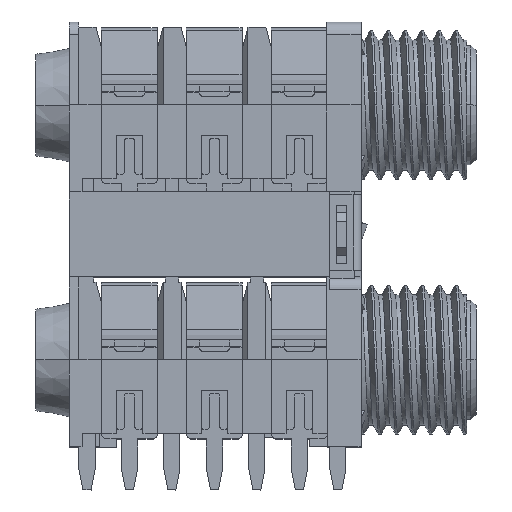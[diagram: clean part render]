
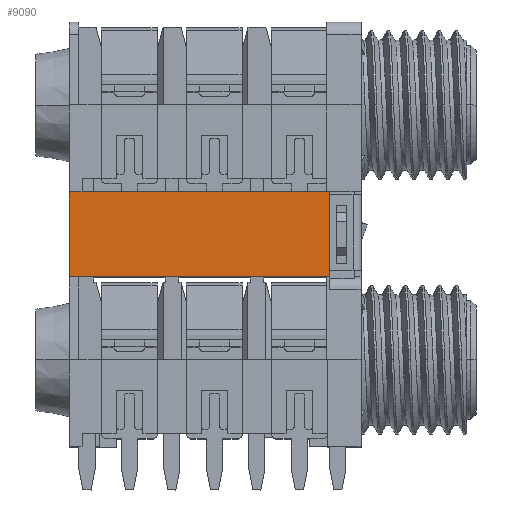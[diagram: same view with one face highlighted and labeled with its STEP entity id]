
A CAD part, top view. The second image highlights one B-rep face of the part: STEP entity #9090.
In plain terms, the highlighted planar face has unit normal (0, 0, 1).
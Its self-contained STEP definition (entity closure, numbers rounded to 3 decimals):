
#623 = VECTOR ( 'NONE', #36967, 1000. ) ;
#684 = CARTESIAN_POINT ( 'NONE',  ( -21.8, 12.7, 7.05 ) ) ;
#3295 = CARTESIAN_POINT ( 'NONE',  ( -2.35, 19.05, 7.05 ) ) ;
#3452 = CARTESIAN_POINT ( 'NONE',  ( -2.55, 19.05, 7.05 ) ) ;
#3743 = VERTEX_POINT ( 'NONE', #5672 ) ;
#4874 = LINE ( 'NONE', #22999, #30374 ) ;
#5058 = VERTEX_POINT ( 'NONE', #20698 ) ;
#5505 = DIRECTION ( 'NONE',  ( 1., 0., 0. ) ) ;
#5672 = CARTESIAN_POINT ( 'NONE',  ( -2.35, 12.7, 7.05 ) ) ;
#7052 = EDGE_CURVE ( 'NONE', #10449, #3743, #4874, .T. ) ;
#8188 = VECTOR ( 'NONE', #25922, 1000. ) ;
#9090 = ADVANCED_FACE ( 'NONE', ( #16294 ), #28740, .F. ) ;
#9314 = DIRECTION ( 'NONE',  ( 1., 0., 0. ) ) ;
#9727 = CARTESIAN_POINT ( 'NONE',  ( -24.3, 19.05, 7.05 ) ) ;
#10449 = VERTEX_POINT ( 'NONE', #684 ) ;
#10988 = VECTOR ( 'NONE', #5505, 1000. ) ;
#11758 = EDGE_CURVE ( 'NONE', #5058, #24419, #29376, .T. ) ;
#11785 = ORIENTED_EDGE ( 'NONE', *, *, #7052, .T. ) ;
#11927 = ORIENTED_EDGE ( 'NONE', *, *, #34886, .F. ) ;
#12129 = ORIENTED_EDGE ( 'NONE', *, *, #39798, .T. ) ;
#13424 = EDGE_LOOP ( 'NONE', ( #12129, #11785, #30735, #11927, #31888, #36949 ) ) ;
#14361 = VERTEX_POINT ( 'NONE', #3452 ) ;
#14713 = LINE ( 'NONE', #21402, #32718 ) ;
#15527 = CARTESIAN_POINT ( 'NONE',  ( -2.35, 19.05, 7.05 ) ) ;
#15893 = DIRECTION ( 'NONE',  ( 0., 0., -1. ) ) ;
#16294 = FACE_OUTER_BOUND ( 'NONE', #13424, .T. ) ;
#19543 = DIRECTION ( 'NONE',  ( 0., 1., 0. ) ) ;
#19804 = VECTOR ( 'NONE', #9314, 1000. ) ;
#20533 = DIRECTION ( 'NONE',  ( 1., 0., 0. ) ) ;
#20698 = CARTESIAN_POINT ( 'NONE',  ( -21.8, 19.05, 7.05 ) ) ;
#21402 = CARTESIAN_POINT ( 'NONE',  ( -21.8, 0., 7.05 ) ) ;
#21515 = LINE ( 'NONE', #9727, #19804 ) ;
#22602 = CARTESIAN_POINT ( 'NONE',  ( -24.3, 19.05, 7.05 ) ) ;
#22999 = CARTESIAN_POINT ( 'NONE',  ( -24.3, 12.7, 7.05 ) ) ;
#24083 = EDGE_CURVE ( 'NONE', #3743, #30140, #27964, .T. ) ;
#24419 = VERTEX_POINT ( 'NONE', #29567 ) ;
#24605 = EDGE_CURVE ( 'NONE', #24419, #14361, #37524, .T. ) ;
#24671 = DIRECTION ( 'NONE',  ( 0., -1., 0. ) ) ;
#25922 = DIRECTION ( 'NONE',  ( 1., 0., 0. ) ) ;
#27964 = LINE ( 'NONE', #3295, #623 ) ;
#28740 = PLANE ( 'NONE',  #37595 ) ;
#29376 = LINE ( 'NONE', #32065, #8188 ) ;
#29567 = CARTESIAN_POINT ( 'NONE',  ( -20.85, 19.05, 7.05 ) ) ;
#30140 = VERTEX_POINT ( 'NONE', #15527 ) ;
#30374 = VECTOR ( 'NONE', #20533, 1000. ) ;
#30735 = ORIENTED_EDGE ( 'NONE', *, *, #24083, .T. ) ;
#31888 = ORIENTED_EDGE ( 'NONE', *, *, #24605, .F. ) ;
#32065 = CARTESIAN_POINT ( 'NONE',  ( -24.3, 19.05, 7.05 ) ) ;
#32718 = VECTOR ( 'NONE', #24671, 1000. ) ;
#33451 = CARTESIAN_POINT ( 'NONE',  ( -24.3, 19.05, 7.05 ) ) ;
#34886 = EDGE_CURVE ( 'NONE', #14361, #30140, #21515, .T. ) ;
#36949 = ORIENTED_EDGE ( 'NONE', *, *, #11758, .F. ) ;
#36967 = DIRECTION ( 'NONE',  ( 0., 1., 0. ) ) ;
#37524 = LINE ( 'NONE', #33451, #10988 ) ;
#37595 = AXIS2_PLACEMENT_3D ( 'NONE', #22602, #15893, #19543 ) ;
#39798 = EDGE_CURVE ( 'NONE', #5058, #10449, #14713, .T. ) ;
